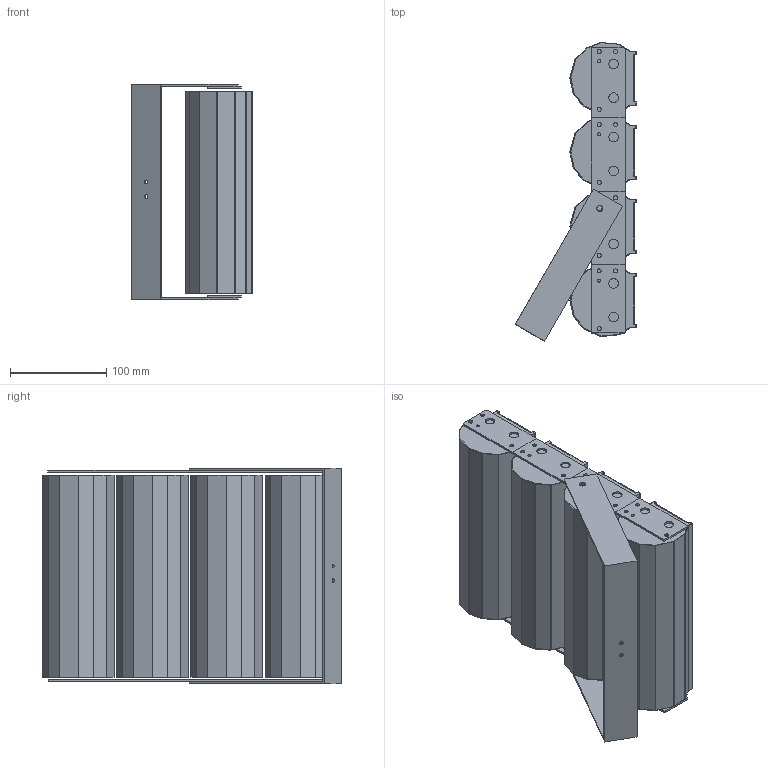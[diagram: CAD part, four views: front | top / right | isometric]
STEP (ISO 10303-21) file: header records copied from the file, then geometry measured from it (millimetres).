
FILE_DESCRIPTION(('FreeCAD Model'),'2;1');
FILE_NAME('open-lights-one.step', '2018-06-07T12:41:14',('Author'),(''), 'Open CASCADE STEP processor 7.2','FreeCAD','Unknown');
FILE_SCHEMA(('AUTOMOTIVE_DESIGN { 1 0 10303 214 1 1 1 1 }'));
Length unit declared in the file: millimetre
Products named in the file (4): Fusion; Array; Cut; Fusion001
Bounding box: 126.27 x 310.23 x 224 mm (x, y, z)
Volume: 6861096.3 mm3; surface area: 557366.8 mm2
Topology: 11 solids, 11 shells, 258 faces, 684 edges, 448 vertices
Faces by surface type: plane 198, cylinder 60
Full cylindrical faces by diameter (mm): 3.2 x6, 4 x2, 4.2 x24, 6.4 x4, 10 x16
Entity records: 17207 total; most frequent: CARTESIAN_POINT 2839, DIRECTION 2684, LINE 1808, VECTOR 1808, ORIENTED_EDGE 1368, PCURVE 1368, DEFINITIONAL_REPRESENTATION 1368, EDGE_CURVE 684
